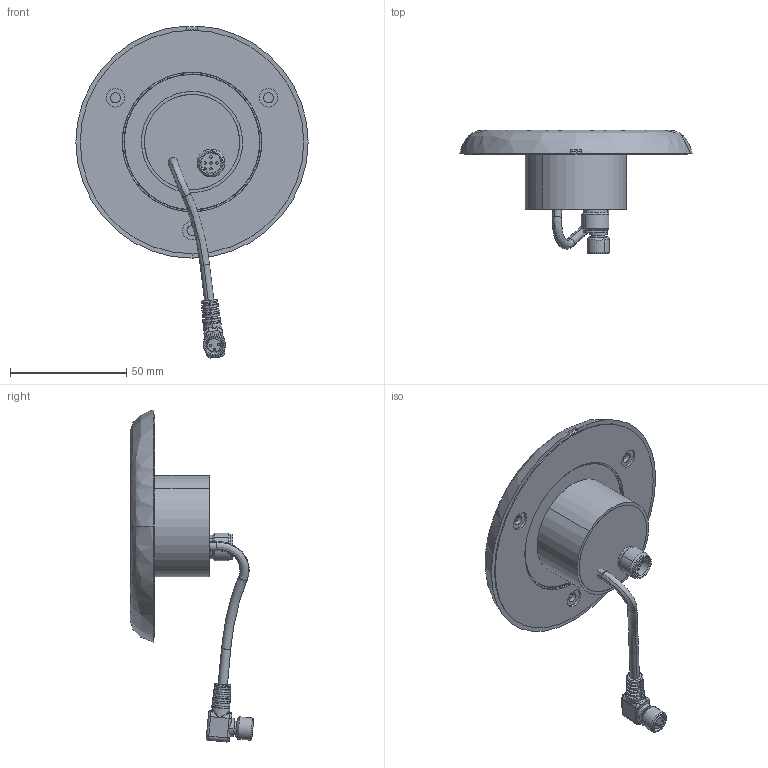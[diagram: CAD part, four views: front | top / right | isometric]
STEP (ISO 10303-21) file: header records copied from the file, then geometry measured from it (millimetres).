
FILE_DESCRIPTION (( 'STEP AP203' ), '1' );
FILE_NAME ('SafeCap-A.STEP', '2012-10-15T10:12:55', ( '' ), ( '' ), 'SwSTEP 2.0', 'SolidWorks 2011', '' );
FILE_SCHEMA (( 'CONFIG_CONTROL_DESIGN' ));
Length unit declared in the file: millimetre
Products named in the file (1): SafeCap-A
Bounding box: 99.8 x 52.97 x 142.62 mm (x, y, z)
Surface area: 43404.7 mm2 (no closed solid volume)
Topology: 0 solids, 20 shells, 225 faces, 715 edges, 508 vertices
Faces by surface type: cylinder 92, plane 71, cone 26, torus 17, bspline 14, sphere 5
Entity records: 9094 total; most frequent: CARTESIAN_POINT 2668, DIRECTION 1440, ORIENTED_EDGE 1150, EDGE_CURVE 705, AXIS2_PLACEMENT_3D 587, VERTEX_POINT 503, CIRCLE 375, EDGE_LOOP 267
